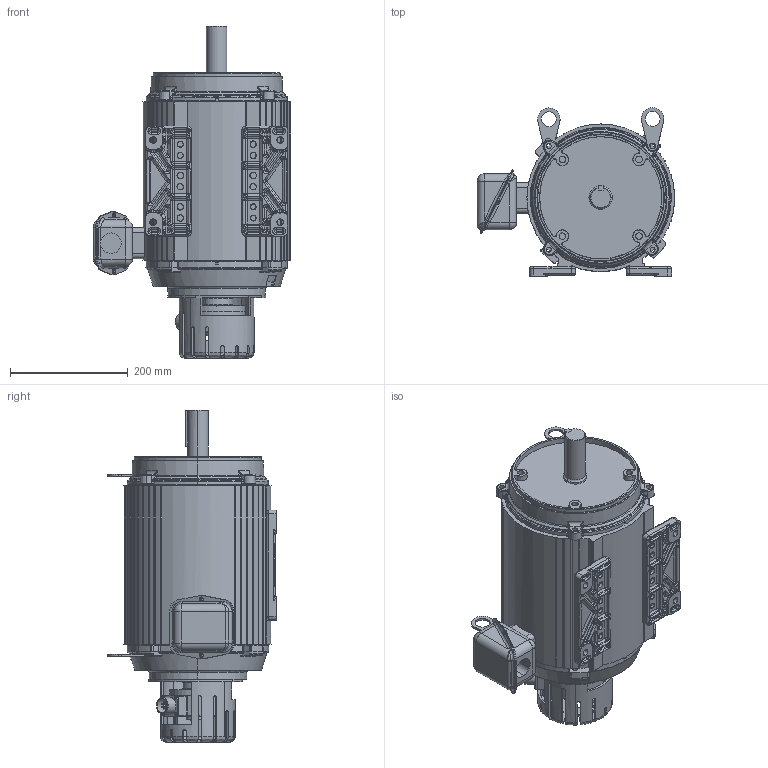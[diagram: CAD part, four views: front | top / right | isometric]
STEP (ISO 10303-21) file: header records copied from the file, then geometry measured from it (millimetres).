
FILE_DESCRIPTION (( 'STEP AP214' ), '1' );
FILE_NAME ('UN7T2BC-HS35A.STEP', '2024-08-13T12:23:37', ( '' ), ( '' ), 'SwSTEP 2.0', 'SolidWorks 2021', '' );
FILE_SCHEMA (( 'AUTOMOTIVE_DESIGN' ));
Length unit declared in the file: inch
Products named in the file (1): UN7T2BC-HS35A
Bounding box: 335.92 x 286.14 x 564.02 mm (x, y, z)
Volume: 18374410.7 mm3; surface area: 867135.6 mm2
Topology: 21 solids, 31 shells, 2789 faces, 7016 edges, 4288 vertices
Faces by surface type: cylinder 881, bspline 704, plane 686, cone 229, torus 160, sphere 129
Entity records: 131975 total; most frequent: CARTESIAN_POINT 71973, ORIENTED_EDGE 13962, DIRECTION 10581, EDGE_CURVE 6981, VERTEX_POINT 4288, AXIS2_PLACEMENT_3D 4076, EDGE_LOOP 2951, FACE_OUTER_BOUND 2789
